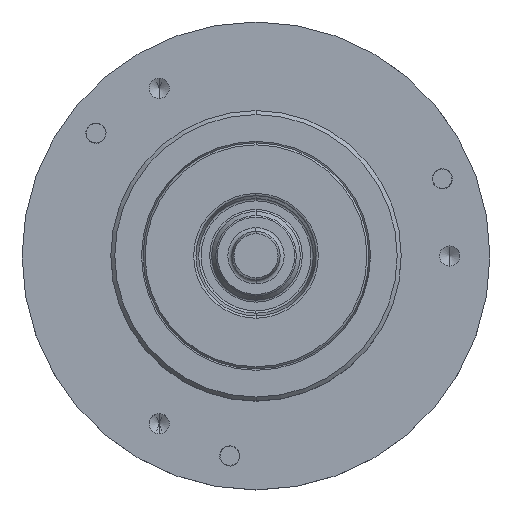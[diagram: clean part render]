
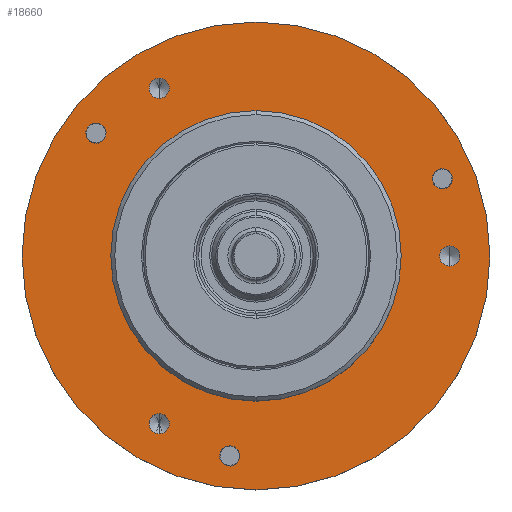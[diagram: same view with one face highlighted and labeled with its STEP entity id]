
A CAD part, top view. The second image highlights one B-rep face of the part: STEP entity #18660.
In plain terms, the highlighted planar face has unit normal (0, 0, 1).
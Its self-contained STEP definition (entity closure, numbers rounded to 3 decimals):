
#3812=CARTESIAN_POINT('',(0.,0.,17.));
#3813=DIRECTION('',(0.,0.,1.));
#3814=DIRECTION('',(1.,0.,0.));
#3815=AXIS2_PLACEMENT_3D('',#3812,#3813,#3814);
#3817=CARTESIAN_POINT('',(0.,0.,17.));
#3818=DIRECTION('',(0.,0.,1.));
#3819=DIRECTION('',(-1.,0.,0.));
#3820=AXIS2_PLACEMENT_3D('',#3817,#3818,#3819);
#3822=CARTESIAN_POINT('',(-19.834,15.219,17.));
#3823=DIRECTION('',(0.,0.,-1.));
#3824=DIRECTION('',(-0.793,0.609,0.));
#3825=AXIS2_PLACEMENT_3D('',#3822,#3823,#3824);
#3827=CARTESIAN_POINT('',(-19.834,15.219,17.));
#3828=DIRECTION('',(0.,0.,-1.));
#3829=DIRECTION('',(0.793,-0.609,0.));
#3830=AXIS2_PLACEMENT_3D('',#3827,#3828,#3829);
#3832=CARTESIAN_POINT('',(-3.263,-24.786,17.));
#3833=DIRECTION('',(0.,0.,-1.));
#3834=DIRECTION('',(-0.131,-0.991,0.));
#3835=AXIS2_PLACEMENT_3D('',#3832,#3833,#3834);
#3837=CARTESIAN_POINT('',(-3.263,-24.786,17.));
#3838=DIRECTION('',(0.,0.,-1.));
#3839=DIRECTION('',(0.131,0.991,0.));
#3840=AXIS2_PLACEMENT_3D('',#3837,#3838,#3839);
#3842=CARTESIAN_POINT('',(23.097,9.567,17.));
#3843=DIRECTION('',(0.,0.,-1.));
#3844=DIRECTION('',(0.924,0.383,0.));
#3845=AXIS2_PLACEMENT_3D('',#3842,#3843,#3844);
#3847=CARTESIAN_POINT('',(23.097,9.567,17.));
#3848=DIRECTION('',(0.,0.,-1.));
#3849=DIRECTION('',(-0.924,-0.383,0.));
#3850=AXIS2_PLACEMENT_3D('',#3847,#3848,#3849);
#3852=CARTESIAN_POINT('',(-12.,-20.785,17.));
#3853=DIRECTION('',(0.,0.,1.));
#3854=DIRECTION('',(0.,-1.,0.));
#3855=AXIS2_PLACEMENT_3D('',#3852,#3853,#3854);
#3857=CARTESIAN_POINT('',(-12.,-20.785,17.));
#3858=DIRECTION('',(0.,0.,1.));
#3859=DIRECTION('',(0.,1.,0.));
#3860=AXIS2_PLACEMENT_3D('',#3857,#3858,#3859);
#3862=CARTESIAN_POINT('',(-12.,20.785,17.));
#3863=DIRECTION('',(0.,0.,1.));
#3864=DIRECTION('',(0.,-1.,0.));
#3865=AXIS2_PLACEMENT_3D('',#3862,#3863,#3864);
#3867=CARTESIAN_POINT('',(-12.,20.785,17.));
#3868=DIRECTION('',(0.,0.,1.));
#3869=DIRECTION('',(0.,1.,0.));
#3870=AXIS2_PLACEMENT_3D('',#3867,#3868,#3869);
#3872=CARTESIAN_POINT('',(24.,0.,17.));
#3873=DIRECTION('',(0.,0.,1.));
#3874=DIRECTION('',(0.,-1.,0.));
#3875=AXIS2_PLACEMENT_3D('',#3872,#3873,#3874);
#3877=CARTESIAN_POINT('',(24.,0.,17.));
#3878=DIRECTION('',(0.,0.,1.));
#3879=DIRECTION('',(0.,1.,0.));
#3880=AXIS2_PLACEMENT_3D('',#3877,#3878,#3879);
#3890=CARTESIAN_POINT('',(0.,0.,17.));
#3891=DIRECTION('',(0.,0.,1.));
#3892=DIRECTION('',(0.,1.,0.));
#3893=AXIS2_PLACEMENT_3D('',#3890,#3891,#3892);
#3927=CARTESIAN_POINT('',(0.,0.,17.));
#3928=DIRECTION('',(0.,0.,-1.));
#3929=DIRECTION('',(0.,1.,0.));
#3930=AXIS2_PLACEMENT_3D('',#3927,#3928,#3929);
#14840=CARTESIAN_POINT('',(0.,18.,17.));
#14841=CARTESIAN_POINT('',(0.,-18.,17.));
#14842=VERTEX_POINT('',#14840);
#14843=VERTEX_POINT('',#14841);
#14844=CARTESIAN_POINT('',(29.,0.,17.));
#14845=CARTESIAN_POINT('',(-29.,0.,17.));
#14846=VERTEX_POINT('',#14844);
#14847=VERTEX_POINT('',#14845);
#14848=CARTESIAN_POINT('',(-20.826,15.98,17.));
#14849=CARTESIAN_POINT('',(-18.842,14.458,17.));
#14850=VERTEX_POINT('',#14848);
#14851=VERTEX_POINT('',#14849);
#14852=CARTESIAN_POINT('',(-3.426,-26.025,17.));
#14853=CARTESIAN_POINT('',(-3.1,-23.547,17.));
#14854=VERTEX_POINT('',#14852);
#14855=VERTEX_POINT('',#14853);
#14856=CARTESIAN_POINT('',(24.252,10.045,17.));
#14857=CARTESIAN_POINT('',(21.942,9.089,17.));
#14858=VERTEX_POINT('',#14856);
#14859=VERTEX_POINT('',#14857);
#14866=CARTESIAN_POINT('',(-12.,-22.035,17.));
#14867=CARTESIAN_POINT('',(-12.,-19.535,17.));
#14868=VERTEX_POINT('',#14866);
#14869=VERTEX_POINT('',#14867);
#14876=CARTESIAN_POINT('',(-12.,19.535,17.));
#14877=CARTESIAN_POINT('',(-12.,22.035,17.));
#14878=VERTEX_POINT('',#14876);
#14879=VERTEX_POINT('',#14877);
#14886=CARTESIAN_POINT('',(24.,-1.25,17.));
#14887=CARTESIAN_POINT('',(24.,1.25,17.));
#14888=VERTEX_POINT('',#14886);
#14889=VERTEX_POINT('',#14887);
#18608=CARTESIAN_POINT('',(0.,0.,17.));
#18609=DIRECTION('',(0.,0.,-1.));
#18610=DIRECTION('',(0.,1.,0.));
#18611=AXIS2_PLACEMENT_3D('',#18608,#18609,#18610);
#18612=PLANE('',#18611);
#18613=ORIENTED_EDGE('',*,*,#18598,.F.);
#18615=ORIENTED_EDGE('',*,*,#18614,.F.);
#18616=EDGE_LOOP('',(#18613,#18615));
#18617=FACE_OUTER_BOUND('',#18616,.F.);
#18619=ORIENTED_EDGE('',*,*,#18618,.T.);
#18621=ORIENTED_EDGE('',*,*,#18620,.F.);
#18622=EDGE_LOOP('',(#18619,#18621));
#18623=FACE_BOUND('',#18622,.F.);
#18625=ORIENTED_EDGE('',*,*,#18624,.F.);
#18627=ORIENTED_EDGE('',*,*,#18626,.F.);
#18628=EDGE_LOOP('',(#18625,#18627));
#18629=FACE_BOUND('',#18628,.F.);
#18631=ORIENTED_EDGE('',*,*,#18630,.F.);
#18633=ORIENTED_EDGE('',*,*,#18632,.F.);
#18634=EDGE_LOOP('',(#18631,#18633));
#18635=FACE_BOUND('',#18634,.F.);
#18637=ORIENTED_EDGE('',*,*,#18636,.F.);
#18639=ORIENTED_EDGE('',*,*,#18638,.F.);
#18640=EDGE_LOOP('',(#18637,#18639));
#18641=FACE_BOUND('',#18640,.F.);
#18643=ORIENTED_EDGE('',*,*,#18642,.T.);
#18645=ORIENTED_EDGE('',*,*,#18644,.T.);
#18646=EDGE_LOOP('',(#18643,#18645));
#18647=FACE_BOUND('',#18646,.F.);
#18649=ORIENTED_EDGE('',*,*,#18648,.T.);
#18651=ORIENTED_EDGE('',*,*,#18650,.T.);
#18652=EDGE_LOOP('',(#18649,#18651));
#18653=FACE_BOUND('',#18652,.F.);
#18655=ORIENTED_EDGE('',*,*,#18654,.T.);
#18657=ORIENTED_EDGE('',*,*,#18656,.T.);
#18658=EDGE_LOOP('',(#18655,#18657));
#18659=FACE_BOUND('',#18658,.F.);
#3816=CIRCLE('',#3815,29.);
#3821=CIRCLE('',#3820,29.);
#3826=CIRCLE('',#3825,1.25);
#3831=CIRCLE('',#3830,1.25);
#3836=CIRCLE('',#3835,1.25);
#3841=CIRCLE('',#3840,1.25);
#3846=CIRCLE('',#3845,1.25);
#3851=CIRCLE('',#3850,1.25);
#3856=CIRCLE('',#3855,1.25);
#3861=CIRCLE('',#3860,1.25);
#3866=CIRCLE('',#3865,1.25);
#3871=CIRCLE('',#3870,1.25);
#3876=CIRCLE('',#3875,1.25);
#3881=CIRCLE('',#3880,1.25);
#3894=CIRCLE('',#3893,18.);
#3931=CIRCLE('',#3930,18.);
#18598=EDGE_CURVE('',#14846,#14847,#3816,.T.);
#18614=EDGE_CURVE('',#14847,#14846,#3821,.T.);
#18618=EDGE_CURVE('',#14842,#14843,#3894,.T.);
#18620=EDGE_CURVE('',#14842,#14843,#3931,.T.);
#18624=EDGE_CURVE('',#14850,#14851,#3826,.T.);
#18626=EDGE_CURVE('',#14851,#14850,#3831,.T.);
#18630=EDGE_CURVE('',#14854,#14855,#3836,.T.);
#18632=EDGE_CURVE('',#14855,#14854,#3841,.T.);
#18636=EDGE_CURVE('',#14858,#14859,#3846,.T.);
#18638=EDGE_CURVE('',#14859,#14858,#3851,.T.);
#18642=EDGE_CURVE('',#14868,#14869,#3856,.T.);
#18644=EDGE_CURVE('',#14869,#14868,#3861,.T.);
#18648=EDGE_CURVE('',#14878,#14879,#3866,.T.);
#18650=EDGE_CURVE('',#14879,#14878,#3871,.T.);
#18654=EDGE_CURVE('',#14888,#14889,#3876,.T.);
#18656=EDGE_CURVE('',#14889,#14888,#3881,.T.);
#18660=ADVANCED_FACE('',(#18617,#18623,#18629,#18635,#18641,#18647,#18653,
#18659),#18612,.F.);
